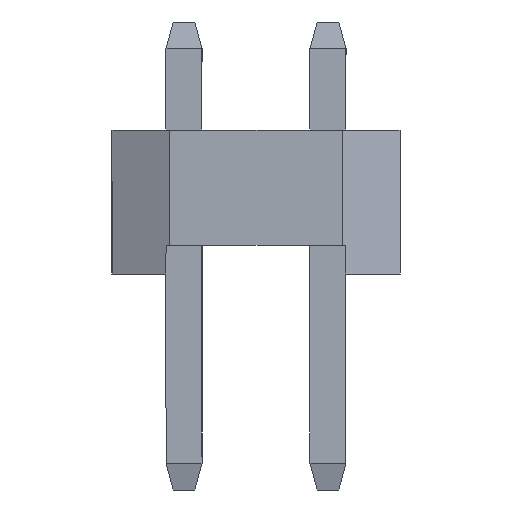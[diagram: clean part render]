
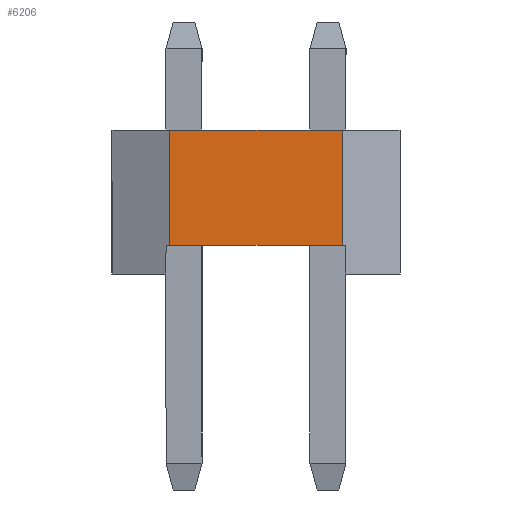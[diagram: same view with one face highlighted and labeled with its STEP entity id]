
A CAD part, left-side view. The second image highlights one B-rep face of the part: STEP entity #6206.
In plain terms, the highlighted planar face has unit normal (-1, 0, 0).
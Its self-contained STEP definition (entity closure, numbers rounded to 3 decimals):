
#359 = VECTOR ( 'NONE', #5868, 1000. ) ;
#1179 = ORIENTED_EDGE ( 'NONE', *, *, #9575, .F. ) ;
#1619 = EDGE_CURVE ( 'NONE', #2837, #14007, #4508, .T. ) ;
#1943 = CARTESIAN_POINT ( 'NONE',  ( -40., 1.25, 0.4 ) ) ;
#2019 = VECTOR ( 'NONE', #4742, 1000. ) ;
#2349 = EDGE_CURVE ( 'NONE', #2837, #10176, #3195, .T. ) ;
#2837 = VERTEX_POINT ( 'NONE', #12336 ) ;
#3063 = EDGE_LOOP ( 'NONE', ( #3607, #9227, #7392, #1179 ) ) ;
#3098 = CARTESIAN_POINT ( 'NONE',  ( -40., -1.2, -1.5 ) ) ;
#3195 = LINE ( 'NONE', #1943, #359 ) ;
#3438 = CARTESIAN_POINT ( 'NONE',  ( -40., -1.2, 2. ) ) ;
#3607 = ORIENTED_EDGE ( 'NONE', *, *, #13889, .F. ) ;
#3851 = CARTESIAN_POINT ( 'NONE',  ( -40., -2., 2. ) ) ;
#4508 = LINE ( 'NONE', #3098, #15468 ) ;
#4742 = DIRECTION ( 'NONE',  ( 0., -1., 0. ) ) ;
#5611 = AXIS2_PLACEMENT_3D ( 'NONE', #3851, #15471, #6772 ) ;
#5868 = DIRECTION ( 'NONE',  ( 0., 1., 0. ) ) ;
#6206 = ADVANCED_FACE ( 'NONE', ( #10589 ), #11744, .F. ) ;
#6772 = DIRECTION ( 'NONE',  ( 0., 0., -1. ) ) ;
#7243 = LINE ( 'NONE', #15951, #2019 ) ;
#7392 = ORIENTED_EDGE ( 'NONE', *, *, #1619, .T. ) ;
#9227 = ORIENTED_EDGE ( 'NONE', *, *, #2349, .F. ) ;
#9276 = LINE ( 'NONE', #10772, #11077 ) ;
#9338 = DIRECTION ( 'NONE',  ( 0., 0., 1. ) ) ;
#9575 = EDGE_CURVE ( 'NONE', #9927, #14007, #7243, .T. ) ;
#9805 = CARTESIAN_POINT ( 'NONE',  ( -40., 1.2, 2. ) ) ;
#9927 = VERTEX_POINT ( 'NONE', #9805 ) ;
#10176 = VERTEX_POINT ( 'NONE', #11541 ) ;
#10589 = FACE_OUTER_BOUND ( 'NONE', #3063, .T. ) ;
#10772 = CARTESIAN_POINT ( 'NONE',  ( -40., 1.2, -1.5 ) ) ;
#11077 = VECTOR ( 'NONE', #15818, 1000. ) ;
#11541 = CARTESIAN_POINT ( 'NONE',  ( -40., 1.2, 0.4 ) ) ;
#11744 = PLANE ( 'NONE',  #5611 ) ;
#12336 = CARTESIAN_POINT ( 'NONE',  ( -40., -1.2, 0.4 ) ) ;
#13889 = EDGE_CURVE ( 'NONE', #10176, #9927, #9276, .T. ) ;
#14007 = VERTEX_POINT ( 'NONE', #3438 ) ;
#15468 = VECTOR ( 'NONE', #9338, 1000. ) ;
#15471 = DIRECTION ( 'NONE',  ( 1., 0., 0. ) ) ;
#15818 = DIRECTION ( 'NONE',  ( 0., 0., 1. ) ) ;
#15951 = CARTESIAN_POINT ( 'NONE',  ( -40., -2., 2. ) ) ;
